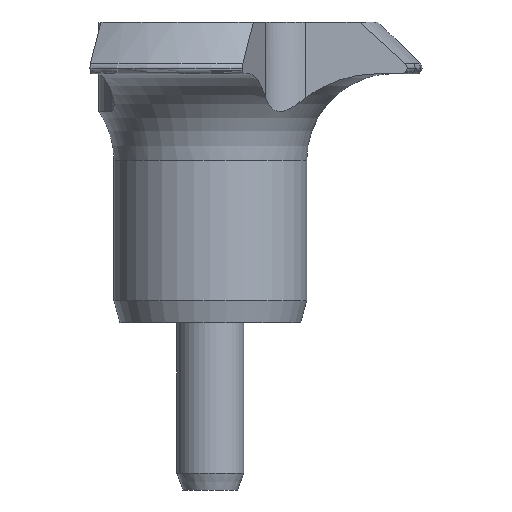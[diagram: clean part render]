
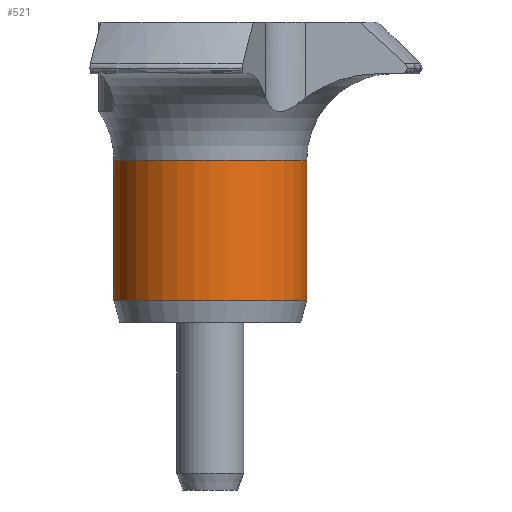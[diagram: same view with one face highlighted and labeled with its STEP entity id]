
A CAD part, front view. The second image highlights one B-rep face of the part: STEP entity #521.
In plain terms, the highlighted cylindrical face has radius 8.65 mm (diameter 17.3 mm), a partial arc.
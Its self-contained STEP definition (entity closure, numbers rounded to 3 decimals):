
#477=EDGE_CURVE('',#879,#563,#1083,.T.);
#515=VERTEX_POINT('',#1125);
#521=ADVANCED_FACE('',(#1131),#1132,.T.);
#563=VERTEX_POINT('',#1177);
#619=EDGE_CURVE('',#627,#879,#1240,.T.);
#627=VERTEX_POINT('',#1248);
#665=EDGE_CURVE('',#515,#627,#1291,.T.);
#777=EDGE_CURVE('',#515,#563,#1415,.T.);
#879=VERTEX_POINT('',#1528);
#1083=LINE('',#1946,#1947);
#1125=CARTESIAN_POINT('',(-8.65,0.,1.069));
#1131=FACE_OUTER_BOUND('',#2057,.T.);
#1132=CYLINDRICAL_SURFACE('',#2058,8.65);
#1177=CARTESIAN_POINT('',(8.65,0.,1.069));
#1240=CIRCLE('',#2355,8.65);
#1248=CARTESIAN_POINT('',(-8.65,0.,13.651));
#1291=LINE('',#2426,#2427);
#1415=CIRCLE('',#2719,8.65);
#1528=CARTESIAN_POINT('',(8.65,0.,13.651));
#1946=CARTESIAN_POINT('',(8.65,0.,7.989));
#1947=VECTOR('',#3139,1.0);
#2057=EDGE_LOOP('',(#3196,#3197,#3198,#3199));
#2058=AXIS2_PLACEMENT_3D('',#3200,#3201,#3202);
#2355=AXIS2_PLACEMENT_3D('',#3319,#3320,#3321);
#2426=CARTESIAN_POINT('',(-8.65,0.,7.989));
#2427=VECTOR('',#3386,1.0);
#2719=AXIS2_PLACEMENT_3D('',#3522,#3523,#3524);
#3139=DIRECTION('',(-0.0,-0.0,-1.0));
#3196=ORIENTED_EDGE('',*,*,#665,.F.);
#3197=ORIENTED_EDGE('',*,*,#777,.T.);
#3198=ORIENTED_EDGE('',*,*,#477,.F.);
#3199=ORIENTED_EDGE('',*,*,#619,.F.);
#3200=CARTESIAN_POINT('',(0.,0.,7.989));
#3201=DIRECTION('',(-0.0,-0.0,-1.0));
#3202=DIRECTION('',(-1.0,0.,0.0));
#3319=CARTESIAN_POINT('',(0.,0.,13.651));
#3320=DIRECTION('',(0.0,0.0,1.0));
#3321=DIRECTION('',(-1.0,0.,0.0));
#3386=DIRECTION('',(0.0,0.0,1.0));
#3522=CARTESIAN_POINT('',(0.,0.,1.069));
#3523=DIRECTION('',(0.0,0.0,1.0));
#3524=DIRECTION('',(-1.0,0.,0.0));
